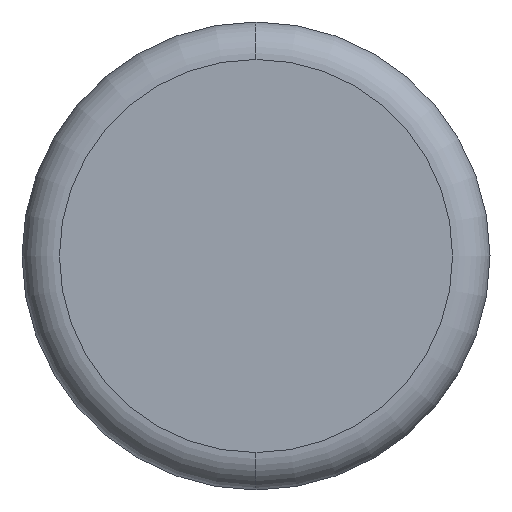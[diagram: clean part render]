
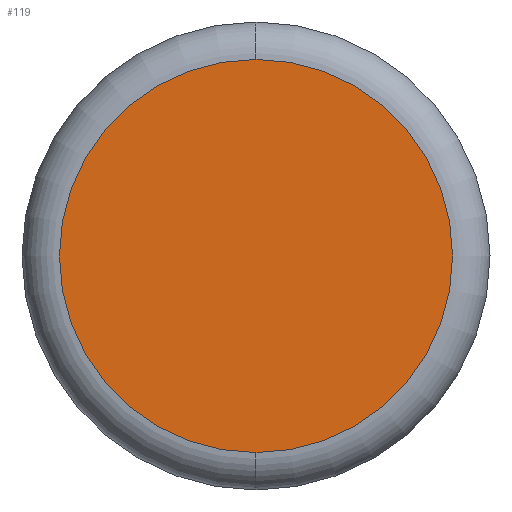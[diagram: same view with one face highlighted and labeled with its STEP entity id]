
A CAD part, front view. The second image highlights one B-rep face of the part: STEP entity #119.
In plain terms, the highlighted planar face has unit normal (0, -1, 0).
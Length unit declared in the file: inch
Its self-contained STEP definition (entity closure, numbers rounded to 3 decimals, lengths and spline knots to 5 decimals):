
#14 = AXIS2_PLACEMENT_3D ( 'NONE', #340, #204, #330 ) ;
#72 = CIRCLE ( 'NONE', #396, 0.0525 ) ;
#75 = EDGE_CURVE ( 'NONE', #97, #411, #72, .T. ) ;
#80 = CIRCLE ( 'NONE', #14, 0.0525 ) ;
#97 = VERTEX_POINT ( 'NONE', #273 ) ;
#110 = ORIENTED_EDGE ( 'NONE', *, *, #154, .T. ) ;
#116 = FACE_OUTER_BOUND ( 'NONE', #371, .T. ) ;
#119 = ADVANCED_FACE ( 'NONE', ( #116 ), #191, .T. ) ;
#154 = EDGE_CURVE ( 'NONE', #411, #97, #80, .T. ) ;
#180 = ORIENTED_EDGE ( 'NONE', *, *, #75, .T. ) ;
#191 = PLANE ( 'NONE',  #306 ) ;
#204 = DIRECTION ( 'NONE',  ( 0., -1., 0. ) ) ;
#206 = CARTESIAN_POINT ( 'NONE',  ( 0., 0., 0. ) ) ;
#269 = DIRECTION ( 'NONE',  ( 0., 0., -1. ) ) ;
#273 = CARTESIAN_POINT ( 'NONE',  ( 0., 0., -0.0525 ) ) ;
#284 = DIRECTION ( 'NONE',  ( 0., 0., -1. ) ) ;
#287 = DIRECTION ( 'NONE',  ( 0., -1., 0. ) ) ;
#306 = AXIS2_PLACEMENT_3D ( 'NONE', #206, #287, #284 ) ;
#330 = DIRECTION ( 'NONE',  ( 0., 0., -1. ) ) ;
#340 = CARTESIAN_POINT ( 'NONE',  ( 0., 0., 0. ) ) ;
#358 = CARTESIAN_POINT ( 'NONE',  ( 0., 0., 0. ) ) ;
#371 = EDGE_LOOP ( 'NONE', ( #180, #110 ) ) ;
#396 = AXIS2_PLACEMENT_3D ( 'NONE', #358, #526, #269 ) ;
#411 = VERTEX_POINT ( 'NONE', #484 ) ;
#484 = CARTESIAN_POINT ( 'NONE',  ( 0., 0., 0.0525 ) ) ;
#526 = DIRECTION ( 'NONE',  ( 0., -1., 0. ) ) ;
